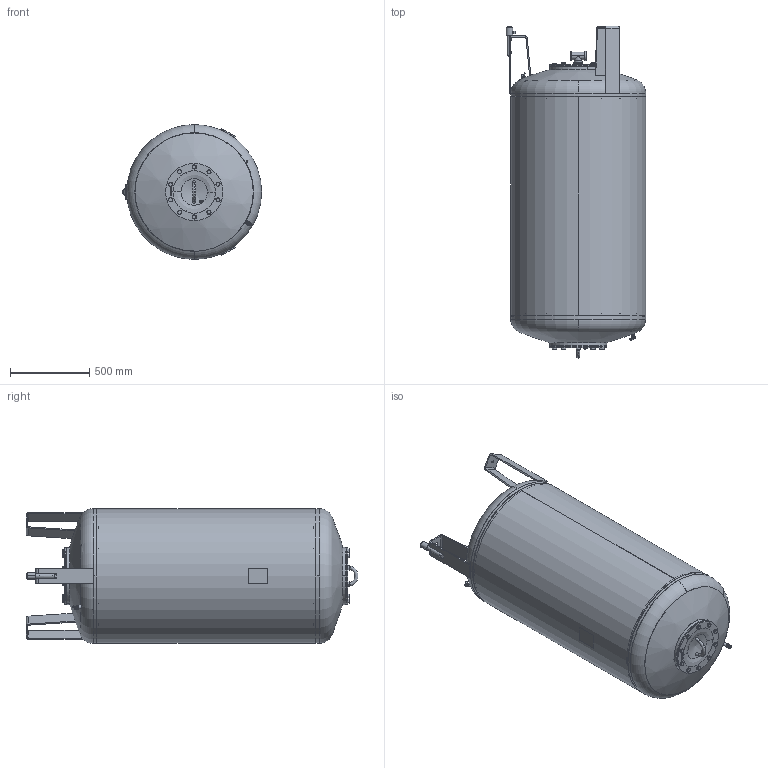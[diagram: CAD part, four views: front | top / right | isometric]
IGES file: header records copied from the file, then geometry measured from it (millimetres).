
Global section: file name: No Iges File Name specified; native system: Autodesk Inventor 2009; preprocessor: AutoDesk Inventor Iges Exporter R2009; author: CADJOBServer; date: 20091012.105718; units: millimetre
Bounding box: 878 x 2091.99 x 850 mm (x, y, z)
Volume: 36042396.9 mm3; surface area: 16053898.3 mm2
Topology: 33 solids, 33 shells, 1852 faces, 4659 edges, 2985 vertices
Faces by surface type: plane 690, bspline 349, cylinder 264, revolution 252, cone 239, torus 48, sphere 10
